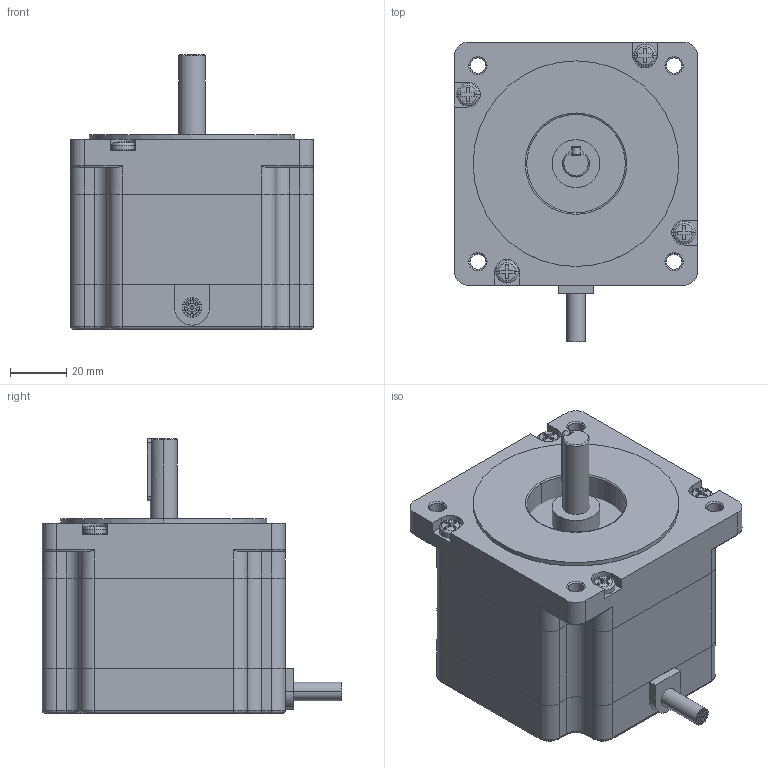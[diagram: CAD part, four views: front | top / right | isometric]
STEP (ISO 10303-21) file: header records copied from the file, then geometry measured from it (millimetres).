
FILE_DESCRIPTION((''),'2;1');
FILE_NAME('MT34HE26060M4K1_ASM','2017-03-21T',('Matteo Maccalli'),(''),'PRO/ENGINEER BY PARAMETRIC TECHNOLOGY CORPORATION, 2006320','PRO/ENGINEER BY PARAMETRIC TECHNOLOGY CORPORATION, 2006320','');
FILE_SCHEMA(('AUTOMOTIVE_DESIGN_CC2 { 1 2 10303 214 -1 1 5 2 }'));
Length unit declared in the file: millimetre
Products named in the file (9): FRONT_FLANGE_34HE_FIX_FL10_86E3; STATOR_STACK_34HE26_H32_86E3; REAR_FLANGE_MT34HE_GND_SX_86E3; ALB_ANT_D9E525_L30_KEY3X3X22_OK; KEY_3X3X22; CUSCINETTO_40X12; TCC_M4X10; USCITA_TONDA_CAVI_LATERALI_34HE; MT34HE26060M4K1_ASM
Assembly tree (15 placements, depth 2):
  MT34HE26060M4K1_ASM
    FRONT_FLANGE_34HE_FIX_FL10_86E3
    STATOR_STACK_34HE26_H32_86E3
    REAR_FLANGE_MT34HE_GND_SX_86E3
    ALB_ANT_D9E525_L30_KEY3X3X22_OK
    KEY_3X3X22
    CUSCINETTO_40X12
    TCC_M4X10  x8
    USCITA_TONDA_CAVI_LATERALI_34HE
Bounding box: 86.3 x 106.3 x 97.5 mm (x, y, z)
Volume: 267075.6 mm3; surface area: 105796.8 mm2
Topology: 24 solids, 29 shells, 804 faces, 2091 edges, 1352 vertices
Faces by surface type: plane 350, cylinder 345, torus 66, cone 27, sphere 16
Entity records: 25096 total; most frequent: DIRECTION 3630, CARTESIAN_POINT 3442, ORIENTED_EDGE 3266, PRESENTATION_STYLE_ASSIGNMENT 1698, STYLED_ITEM 1670, CURVE_STYLE 1643, EDGE_CURVE 1643, AXIS2_PLACEMENT_3D 1356
